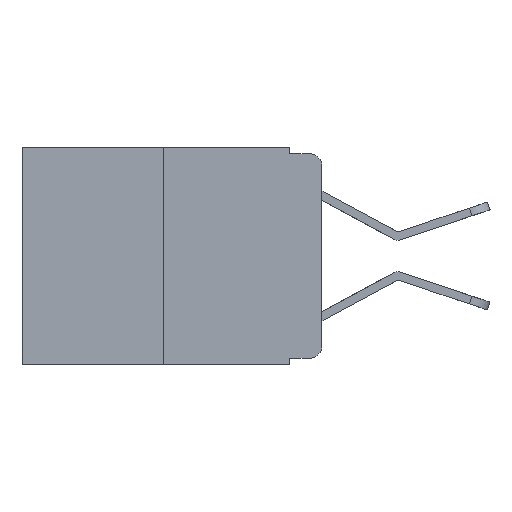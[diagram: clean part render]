
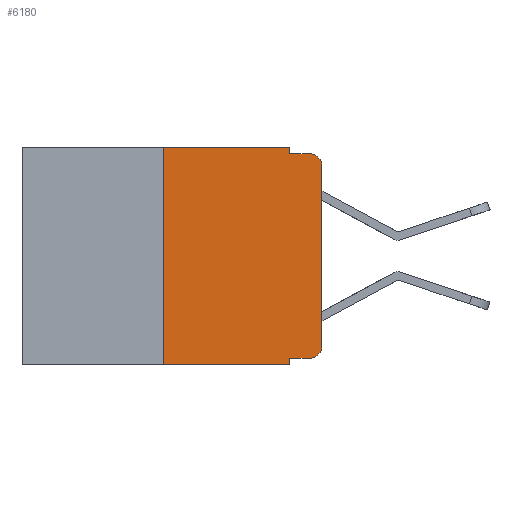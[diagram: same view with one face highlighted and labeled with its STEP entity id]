
A CAD part, left-side view. The second image highlights one B-rep face of the part: STEP entity #6180.
In plain terms, the highlighted planar face has unit normal (-1, 0, 0).
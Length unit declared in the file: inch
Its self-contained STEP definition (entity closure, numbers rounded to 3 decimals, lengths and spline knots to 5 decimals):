
#394 = ORIENTED_EDGE ( 'NONE', *, *, #10913, .T. ) ;
#402 = DIRECTION ( 'NONE',  ( 0., 0., -1. ) ) ;
#431 = CARTESIAN_POINT ( 'NONE',  ( 0., 0.473, -0.343 ) ) ;
#589 = EDGE_CURVE ( 'NONE', #11530, #10866, #7102, .T. ) ;
#748 = CARTESIAN_POINT ( 'NONE',  ( 0., 0.051, 0. ) ) ;
#752 = VECTOR ( 'NONE', #9884, 39.37008 ) ;
#877 = ORIENTED_EDGE ( 'NONE', *, *, #2335, .F. ) ;
#1230 = DIRECTION ( 'NONE',  ( -1., 0., 0. ) ) ;
#1361 = VECTOR ( 'NONE', #402, 39.37008 ) ;
#1389 = AXIS2_PLACEMENT_3D ( 'NONE', #1716, #5373, #3512 ) ;
#1586 = VERTEX_POINT ( 'NONE', #2797 ) ;
#1716 = CARTESIAN_POINT ( 'NONE',  ( 0., 0.473, 0. ) ) ;
#1797 = ORIENTED_EDGE ( 'NONE', *, *, #10335, .T. ) ;
#1831 = CARTESIAN_POINT ( 'NONE',  ( 0., 0.051, -0.333 ) ) ;
#2335 = EDGE_CURVE ( 'NONE', #10577, #6268, #4272, .T. ) ;
#2470 = CIRCLE ( 'NONE', #5732, 0.02 ) ;
#2797 = CARTESIAN_POINT ( 'NONE',  ( 0., 0.02, -0.01 ) ) ;
#2889 = VECTOR ( 'NONE', #7030, 39.37008 ) ;
#3472 = DIRECTION ( 'NONE',  ( 0., -1., 0. ) ) ;
#3512 = DIRECTION ( 'NONE',  ( 0., 0., -1. ) ) ;
#3524 = VECTOR ( 'NONE', #7208, 39.37008 ) ;
#3734 = CARTESIAN_POINT ( 'NONE',  ( 0., 0.25, -0.343 ) ) ;
#3920 = ORIENTED_EDGE ( 'NONE', *, *, #5346, .F. ) ;
#3962 = CARTESIAN_POINT ( 'NONE',  ( 0., 0., 0. ) ) ;
#4117 = VERTEX_POINT ( 'NONE', #7872 ) ;
#4260 = DIRECTION ( 'NONE',  ( 0., 0., -1. ) ) ;
#4272 = LINE ( 'NONE', #11094, #1361 ) ;
#4675 = DIRECTION ( 'NONE',  ( 0., -1., 0. ) ) ;
#4978 = CARTESIAN_POINT ( 'NONE',  ( 0., 0.25, 0. ) ) ;
#5040 = LINE ( 'NONE', #3962, #6184 ) ;
#5255 = VERTEX_POINT ( 'NONE', #748 ) ;
#5346 = EDGE_CURVE ( 'NONE', #10866, #5255, #6875, .T. ) ;
#5373 = DIRECTION ( 'NONE',  ( 1., 0., 0. ) ) ;
#5395 = DIRECTION ( 'NONE',  ( 0., 0., -1. ) ) ;
#5732 = AXIS2_PLACEMENT_3D ( 'NONE', #6065, #9222, #5395 ) ;
#6001 = CARTESIAN_POINT ( 'NONE',  ( 0., 0.051, 0. ) ) ;
#6052 = VERTEX_POINT ( 'NONE', #7180 ) ;
#6065 = CARTESIAN_POINT ( 'NONE',  ( 0., 0.02, -0.313 ) ) ;
#6180 = ADVANCED_FACE ( 'NONE', ( #7550 ), #11296, .F. ) ;
#6184 = VECTOR ( 'NONE', #8949, 39.37008 ) ;
#6252 = LINE ( 'NONE', #6001, #2889 ) ;
#6268 = VERTEX_POINT ( 'NONE', #10447 ) ;
#6409 = ORIENTED_EDGE ( 'NONE', *, *, #6917, .T. ) ;
#6875 = LINE ( 'NONE', #8843, #11983 ) ;
#6917 = EDGE_CURVE ( 'NONE', #4117, #10280, #2470, .T. ) ;
#7030 = DIRECTION ( 'NONE',  ( 0., 0., -1. ) ) ;
#7085 = CARTESIAN_POINT ( 'NONE',  ( 0., 0.051, -0.01 ) ) ;
#7102 = LINE ( 'NONE', #4978, #752 ) ;
#7180 = CARTESIAN_POINT ( 'NONE',  ( 0., 0., -0.03 ) ) ;
#7208 = DIRECTION ( 'NONE',  ( 0., -1., 0. ) ) ;
#7399 = CARTESIAN_POINT ( 'NONE',  ( 0., 0.25, 0. ) ) ;
#7550 = FACE_OUTER_BOUND ( 'NONE', #9091, .T. ) ;
#7813 = ORIENTED_EDGE ( 'NONE', *, *, #589, .F. ) ;
#7872 = CARTESIAN_POINT ( 'NONE',  ( 0., 0.02, -0.333 ) ) ;
#8028 = ORIENTED_EDGE ( 'NONE', *, *, #12128, .F. ) ;
#8284 = EDGE_CURVE ( 'NONE', #6052, #1586, #9027, .T. ) ;
#8285 = EDGE_CURVE ( 'NONE', #5255, #8667, #6252, .T. ) ;
#8667 = VERTEX_POINT ( 'NONE', #7085 ) ;
#8843 = CARTESIAN_POINT ( 'NONE',  ( 0., 0.473, 0. ) ) ;
#8846 = EDGE_CURVE ( 'NONE', #11530, #6268, #10160, .T. ) ;
#8949 = DIRECTION ( 'NONE',  ( 0., 0., 1. ) ) ;
#8993 = AXIS2_PLACEMENT_3D ( 'NONE', #11008, #1230, #4260 ) ;
#9027 = CIRCLE ( 'NONE', #8993, 0.02 ) ;
#9060 = LINE ( 'NONE', #12208, #3524 ) ;
#9091 = EDGE_LOOP ( 'NONE', ( #1797, #9363, #8028, #9299, #3920, #7813, #9179, #877, #394, #6409 ) ) ;
#9173 = DIRECTION ( 'NONE',  ( 0., -1., 0. ) ) ;
#9179 = ORIENTED_EDGE ( 'NONE', *, *, #8846, .T. ) ;
#9222 = DIRECTION ( 'NONE',  ( -1., 0., 0. ) ) ;
#9241 = CARTESIAN_POINT ( 'NONE',  ( 0., 0.051, -0.01 ) ) ;
#9299 = ORIENTED_EDGE ( 'NONE', *, *, #8285, .F. ) ;
#9363 = ORIENTED_EDGE ( 'NONE', *, *, #8284, .T. ) ;
#9882 = VECTOR ( 'NONE', #9173, 39.37008 ) ;
#9884 = DIRECTION ( 'NONE',  ( 0., 0., 1. ) ) ;
#9890 = CARTESIAN_POINT ( 'NONE',  ( 0., 0., -0.313 ) ) ;
#10160 = LINE ( 'NONE', #431, #10191 ) ;
#10191 = VECTOR ( 'NONE', #3472, 39.37008 ) ;
#10280 = VERTEX_POINT ( 'NONE', #9890 ) ;
#10335 = EDGE_CURVE ( 'NONE', #10280, #6052, #5040, .T. ) ;
#10447 = CARTESIAN_POINT ( 'NONE',  ( 0., 0.051, -0.343 ) ) ;
#10577 = VERTEX_POINT ( 'NONE', #1831 ) ;
#10866 = VERTEX_POINT ( 'NONE', #7399 ) ;
#10913 = EDGE_CURVE ( 'NONE', #10577, #4117, #9060, .T. ) ;
#11008 = CARTESIAN_POINT ( 'NONE',  ( 0., 0.02, -0.03 ) ) ;
#11009 = LINE ( 'NONE', #9241, #9882 ) ;
#11094 = CARTESIAN_POINT ( 'NONE',  ( 0., 0.051, 0. ) ) ;
#11296 = PLANE ( 'NONE',  #1389 ) ;
#11530 = VERTEX_POINT ( 'NONE', #3734 ) ;
#11983 = VECTOR ( 'NONE', #4675, 39.37008 ) ;
#12128 = EDGE_CURVE ( 'NONE', #8667, #1586, #11009, .T. ) ;
#12208 = CARTESIAN_POINT ( 'NONE',  ( 0., 0.051, -0.333 ) ) ;
